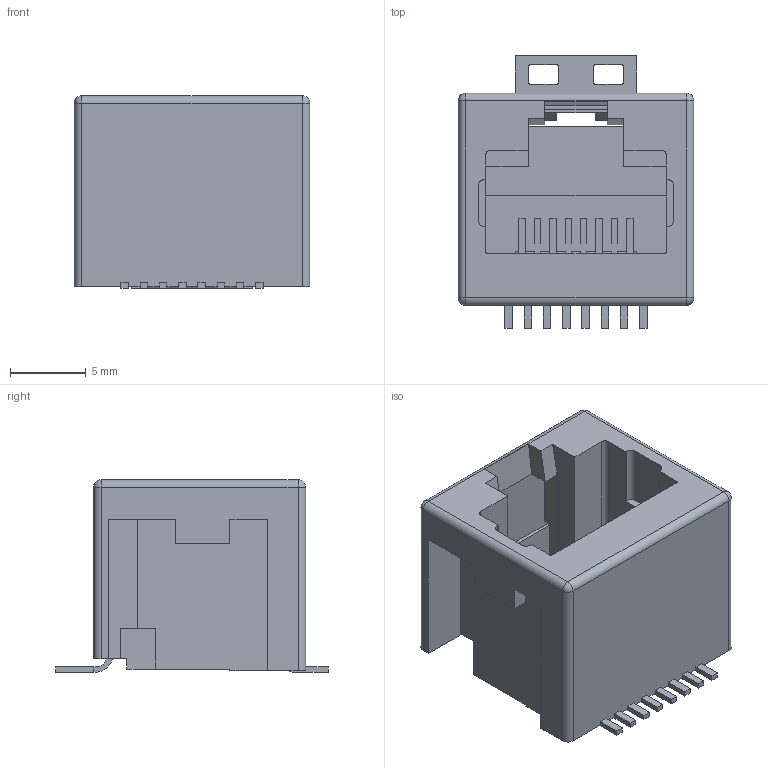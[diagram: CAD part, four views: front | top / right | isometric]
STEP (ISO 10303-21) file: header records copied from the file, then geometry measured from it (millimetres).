
FILE_DESCRIPTION(/* description */ (''),/* implementation_level */ '2;1');
FILE_NAME(/* name */ 'c-1-338088-3-z-3d.stp',/* time_stamp */ '2024-08-21T01:08:20+03:00',/* author */ ('mesla'),/* organization */ ('TE Connectivity Ltd.'),/* preprocessor_version */ 'ST-DEVELOPER v18',/* originating_system */ 'Autodesk Inventor 2020',/* authorisation */ '');
FILE_SCHEMA (('AUTOMOTIVE_DESIGN { 1 0 10303 214 3 1 1 }'));
Length unit declared in the file: millimetre
Products named in the file (1): c-1-338088-3-z-3d
Bounding box: 15.55 x 18 x 12.7 mm (x, y, z)
Volume: 1328 mm3; surface area: 2019.9 mm2
Topology: 1 solids, 1 shells, 246 faces, 717 edges, 472 vertices
Faces by surface type: plane 200, cylinder 42, sphere 4
Entity records: 8261 total; most frequent: CARTESIAN_POINT 1436, ORIENTED_EDGE 1434, DIRECTION 1295, EDGE_CURVE 717, LINE 633, VECTOR 633, VERTEX_POINT 472, AXIS2_PLACEMENT_3D 331
